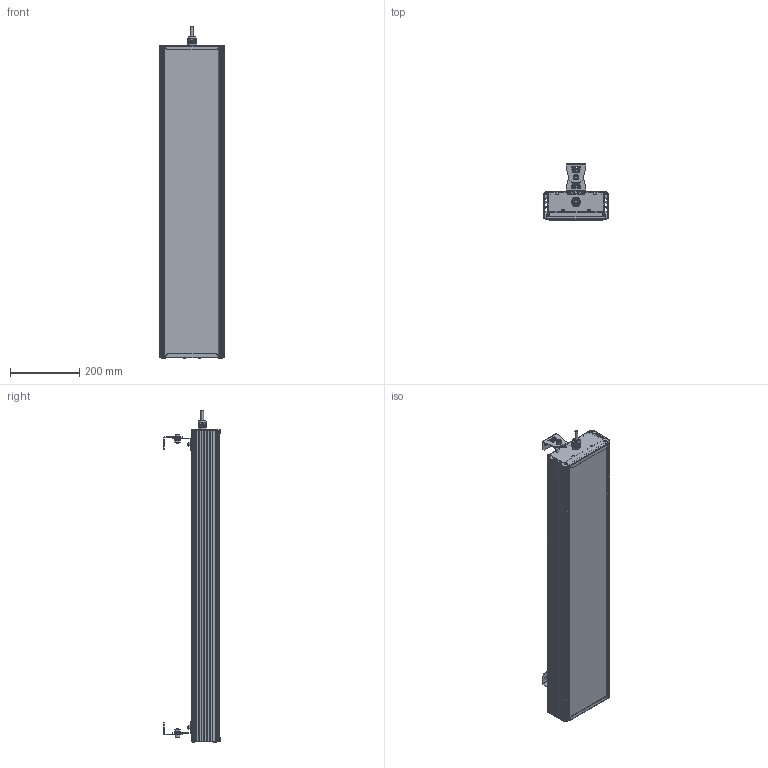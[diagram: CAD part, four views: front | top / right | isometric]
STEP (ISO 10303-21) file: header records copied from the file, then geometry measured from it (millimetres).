
FILE_DESCRIPTION(('STEP AP214'), '1');
FILE_NAME('001.0079.36.000 - ÃÑÏ-Ýêñòðà-180', '2023-10-24T05:19:19', ('Ëóêîíèí'), ('ÎÊÁ Ñâîé Ñòèëü'), 'C3D Converter', 'C3D Toolkit', '');
FILE_SCHEMA(('AUTOMOTIVE_DESIGN { 1 0 10303 214 3 1 1}'));
Length unit declared in the file: millimetre
Products named in the file (32): 001.0079.36.000; 001.0065.01.000
Assembly tree (72 placements, depth 4):
  001.0079.36.000
    (unnamed)
      (unnamed)
      (unnamed)
      (unnamed)
      (unnamed)  x6
      (unnamed)  x6
      (unnamed)
      (unnamed)
      (unnamed)
      (unnamed)
        (unnamed)
      (unnamed)  x18
        (unnamed)
        (unnamed)
        (unnamed)
        (unnamed)
        (unnamed)
        (unnamed)
        (unnamed)
        (unnamed)
        (unnamed)
    001.0065.01.000  x2
      (unnamed)
      (unnamed)
      (unnamed)
      (unnamed)
      (unnamed)
      (unnamed)
      (unnamed)
      (unnamed)
      (unnamed)
Bounding box: 187.37 x 164.65 x 956.43 mm (x, y, z)
Volume: 2680893.7 mm3; surface area: 2086070.4 mm2
Topology: 616 solids, 616 shells, 6820 faces, 16253 edges, 10849 vertices
Faces by surface type: plane 4632, cylinder 1896, cone 178, bspline 85, sphere 18, torus 11
Full cylindrical faces by diameter (mm): 1 x18, 2 x36, 2.5 x72, 2.8 x450, 3.2 x18, 3.5 x90, 4 x12, 6 x4, 6.375 x2, 8 x16, 8.5 x8, 12 x3, 12.5 x1, 13.333 x2, 16 x5, 18.5 x3, 20 x1, 23.5 x1
Entity records: 94845 total; most frequent: CARTESIAN_POINT 41758, ORIENTED_EDGE 9872, DIRECTION 9078, EDGE_CURVE 4936, VERTEX_POINT 3374, AXIS2_PLACEMENT_3D 3063, LINE 2952, VECTOR 2952
